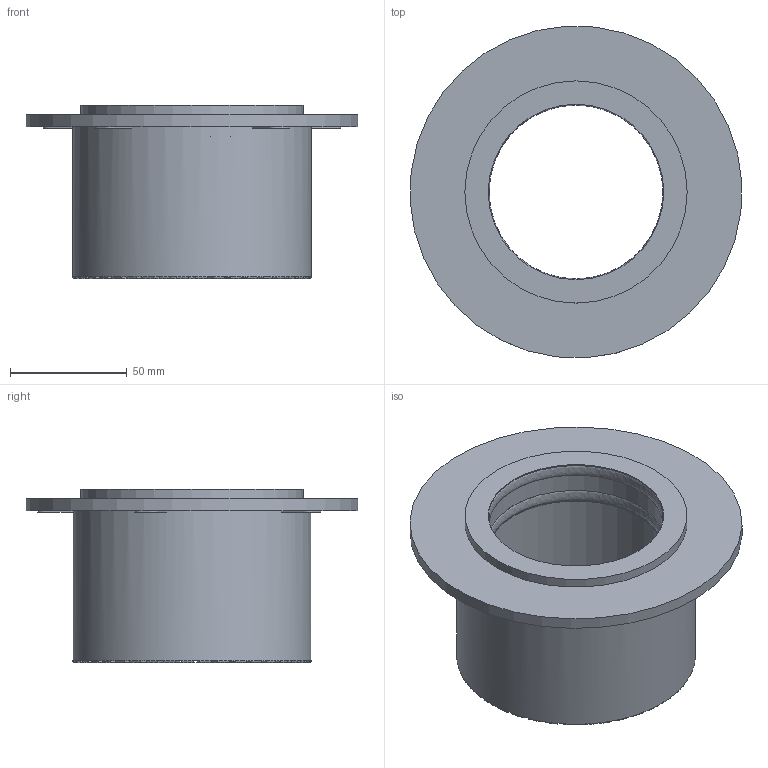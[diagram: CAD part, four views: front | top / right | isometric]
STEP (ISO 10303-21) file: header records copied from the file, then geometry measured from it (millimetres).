
FILE_DESCRIPTION((''),'2;1');
FILE_NAME('SLEEV-IT WT-MAR75M.stp','2014-11-17T14:35:04',('se-emikul'),(''),'Autodesk Inventor 2013','Autodesk Inventor 2013','');
FILE_SCHEMA(('AUTOMOTIVE_DESIGN { 1 0 10303 214 1 1 1 1 }'));
Length unit declared in the file: millimetre
Products named in the file (1): SLEEV-IT WT-MAR75M
Bounding box: 141.77 x 141.77 x 74 mm (x, y, z)
Volume: 265347.3 mm3; surface area: 127615 mm2
Topology: 4 solids, 4 shells, 345 faces, 829 edges, 498 vertices
Faces by surface type: plane 280, torus 41, cylinder 21, revolution 2, cone 1
Full cylindrical faces by diameter (mm): 75 x3, 80.6 x1, 83.8 x1, 84.5 x1, 95 x1, 100.6 x2, 102 x1, 142 x1
Entity records: 10775 total; most frequent: CARTESIAN_POINT 2397, DIRECTION 1690, ORIENTED_EDGE 1630, EDGE_CURVE 815, AXIS2_PLACEMENT_3D 609, VERTEX_POINT 496, VECTOR 470, LINE 470
